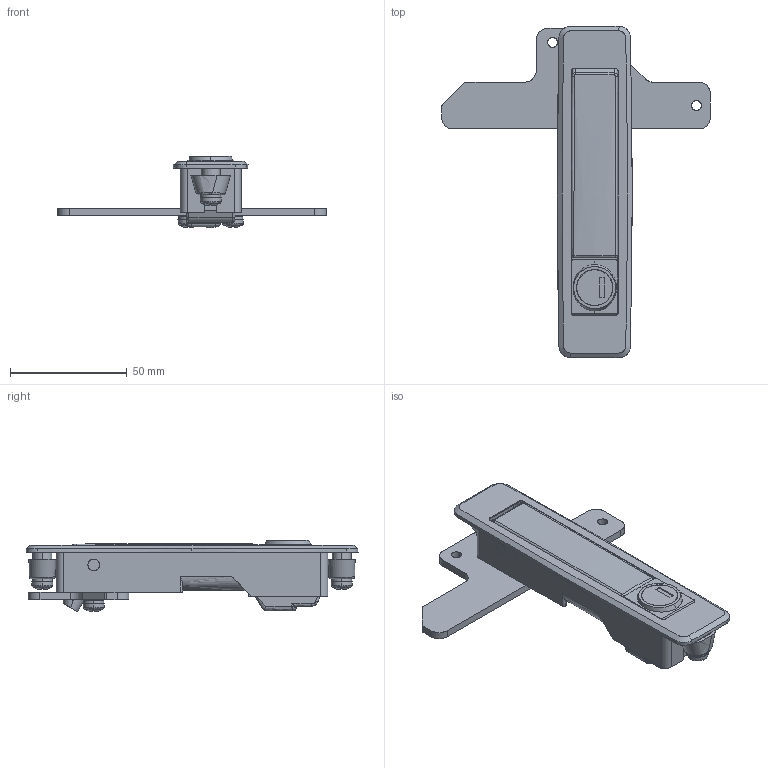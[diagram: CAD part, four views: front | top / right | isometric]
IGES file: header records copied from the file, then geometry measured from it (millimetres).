
Start section: SolidWorks IGES file using analytic representation for surfaces
Global section: file name: A-230-1-1-TAK60.IGS; native system: SolidWorks 2018; preprocessor: SolidWorks 2018; author: 1300nh; date: 210309.083317; units: millimetre
Bounding box: 115 x 141.97 x 30.5 mm (x, y, z)
Surface area: 42435.8 mm2 (no closed solid volume)
Topology: 0 solids, 0 shells, 706 faces, 9670 edges, 9661 vertices
Faces by surface type: bspline 390, revolution 316
